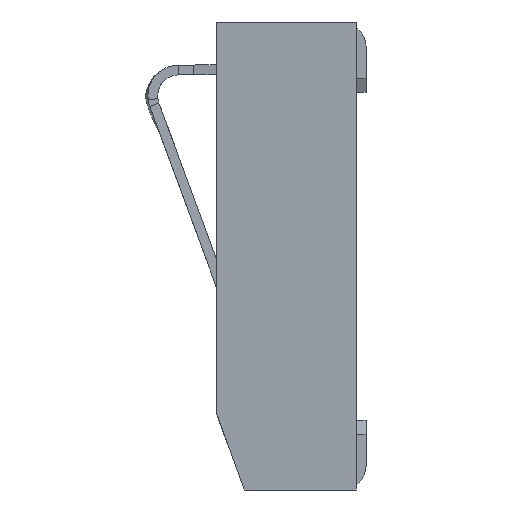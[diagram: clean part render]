
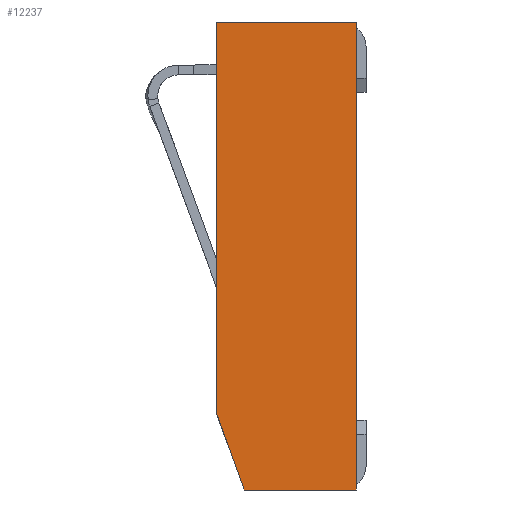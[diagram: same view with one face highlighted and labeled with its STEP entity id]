
A CAD part, left-side view. The second image highlights one B-rep face of the part: STEP entity #12237.
In plain terms, the highlighted planar face has unit normal (1, 0, 0).
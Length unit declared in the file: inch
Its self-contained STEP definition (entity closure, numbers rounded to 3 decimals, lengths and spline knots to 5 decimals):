
#1762=DIRECTION('',(0.,0.,-1.));
#1763=VECTOR('',#1762,0.279);
#1764=CARTESIAN_POINT('',(-0.0985,0.075,0.1395));
#1765=LINE('',#1764,#1763);
#3913=DIRECTION('',(0.,0.,1.));
#3914=VECTOR('',#3913,0.334);
#3915=CARTESIAN_POINT('',(-0.0985,-0.025,-0.1945));
#3916=LINE('',#3915,#3914);
#3917=DIRECTION('',(0.,1.,0.));
#3918=VECTOR('',#3917,0.1);
#3919=CARTESIAN_POINT('',(-0.0985,-0.025,0.1395));
#3920=LINE('',#3919,#3918);
#3921=DIRECTION('',(0.,0.342,0.94));
#3922=VECTOR('',#3921,0.05852);
#3923=CARTESIAN_POINT('',(-0.0985,0.055,-0.1945));
#3924=LINE('',#3923,#3922);
#3925=DIRECTION('',(0.,-1.,0.));
#3926=VECTOR('',#3925,0.08);
#3927=CARTESIAN_POINT('',(-0.0985,0.055,-0.1945));
#3928=LINE('',#3927,#3926);
#4885=CARTESIAN_POINT('',(-0.0985,-0.025,-0.1945));
#4886=VERTEX_POINT('',#4885);
#4887=CARTESIAN_POINT('',(-0.0985,0.055,-0.1945));
#4888=VERTEX_POINT('',#4887);
#5095=CARTESIAN_POINT('',(-0.0985,-0.025,0.1395));
#5096=VERTEX_POINT('',#5095);
#5486=CARTESIAN_POINT('',(-0.0985,0.075,0.1395));
#5487=VERTEX_POINT('',#5486);
#5496=CARTESIAN_POINT('',(-0.0985,0.075,-0.1395));
#5497=VERTEX_POINT('',#5496);
#12224=CARTESIAN_POINT('',(-0.0985,0.025,-0.0275));
#12225=DIRECTION('',(1.,0.,0.));
#12226=DIRECTION('',(0.,0.,-1.));
#12227=AXIS2_PLACEMENT_3D('',#12224,#12225,#12226);
#12228=PLANE('',#12227);
#12229=ORIENTED_EDGE('',*,*,#6347,.T.);
#12231=ORIENTED_EDGE('',*,*,#12230,.T.);
#12232=ORIENTED_EDGE('',*,*,#8907,.T.);
#12233=ORIENTED_EDGE('',*,*,#8943,.F.);
#12234=ORIENTED_EDGE('',*,*,#6216,.T.);
#12235=EDGE_LOOP('',(#12229,#12231,#12232,#12233,#12234));
#12236=FACE_OUTER_BOUND('',#12235,.F.);
#12237=ADVANCED_FACE('',(#12236),#12228,.T.);
#6216=EDGE_CURVE('',#4888,#4886,#3928,.T.);
#6347=EDGE_CURVE('',#4886,#5096,#3916,.T.);
#8907=EDGE_CURVE('',#5487,#5497,#1765,.T.);
#8943=EDGE_CURVE('',#4888,#5497,#3924,.T.);
#12230=EDGE_CURVE('',#5096,#5487,#3920,.T.);
